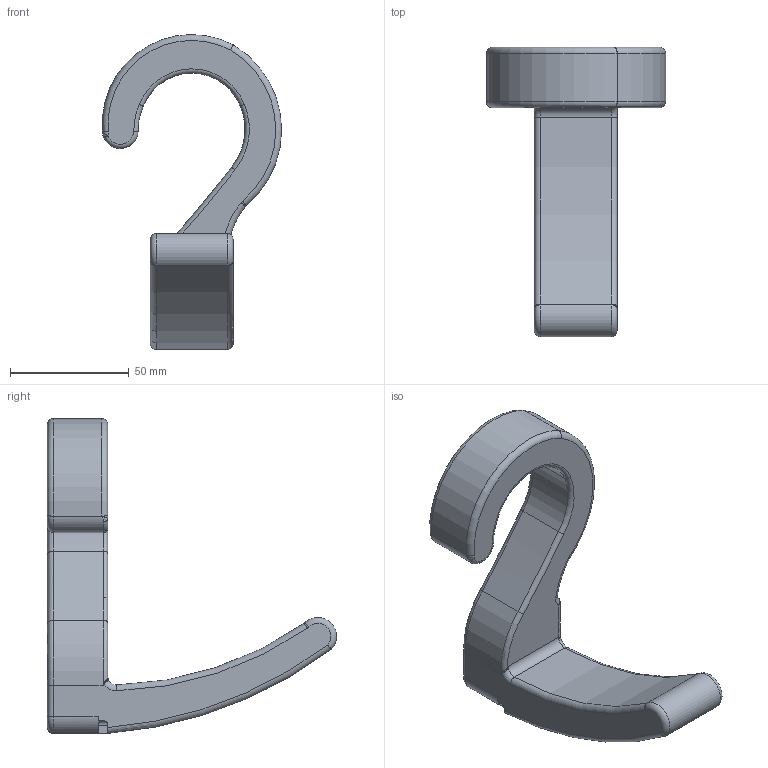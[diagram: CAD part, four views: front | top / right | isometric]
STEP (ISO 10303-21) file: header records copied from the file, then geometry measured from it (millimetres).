
FILE_DESCRIPTION(/* description */ ('STEP AP242','CAx-IF Rec.Pracs.---Representation and Presentation of Product Manufacturing Information (PMI)---4.0---2014-10-13','CAx-IF Rec.Pracs.---3D Tessellated Geometry---0.4---2014-09-14','2;1'),/* implementation_level */ '2;1');
FILE_NAME(/* name */ '66b4420d8697486d5f5b9c72',/* time_stamp */ '2024-08-08T03:57:01Z',/* author */ (''),/* organization */ (''),/* preprocessor_version */ 'ST-DEVELOPER v20',/* originating_system */ ' ',/* authorisation */ ' ');
FILE_SCHEMA (('AP242_MANAGED_MODEL_BASED_3D_ENGINEERING_MIM_LF { 1 0 10303 442 1 1 4 }'));
Length unit declared in the file: metre
Products named in the file (1): Part 1
Bounding box: 75.44 x 121.7 x 132.5 mm (x, y, z)
Volume: 162402.9 mm3; surface area: 28659.3 mm2
Topology: 1 solids, 1 shells, 101 faces, 241 edges, 135 vertices
Faces by surface type: torus 41, cylinder 33, plane 15, bspline 8, sphere 4
Entity records: 3077 total; most frequent: CARTESIAN_POINT 791, DIRECTION 508, ORIENTED_EDGE 468, EDGE_CURVE 234, AXIS2_PLACEMENT_3D 223, VERTEX_POINT 135, CIRCLE 125, EDGE_LOOP 101
